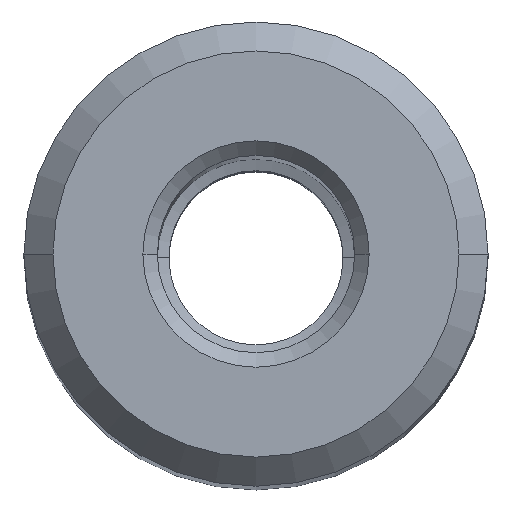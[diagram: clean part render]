
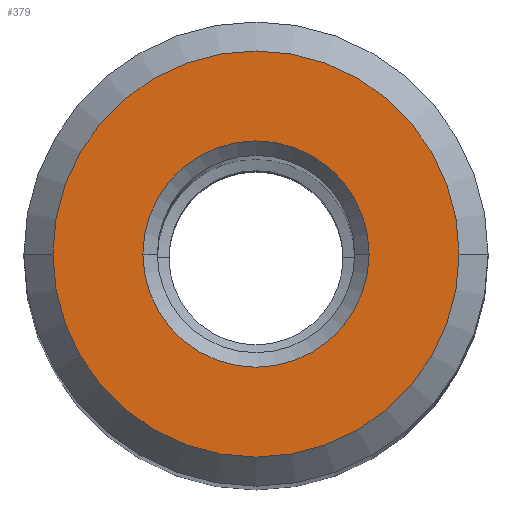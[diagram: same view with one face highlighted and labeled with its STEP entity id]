
A CAD part, top view. The second image highlights one B-rep face of the part: STEP entity #379.
In plain terms, the highlighted planar face has unit normal (0, 0, 1).
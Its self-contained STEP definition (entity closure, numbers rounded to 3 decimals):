
#379=ADVANCED_FACE('NONE',(#1066,#1067),#1068,.T.);
#401=VERTEX_POINT('NONE',#1092);
#537=EDGE_CURVE('NONE',#401,#667,#1246,.T.);
#567=EDGE_CURVE('NONE',#619,#785,#1277,.T.);
#619=VERTEX_POINT('NONE',#1332);
#667=VERTEX_POINT('NONE',#1385);
#785=VERTEX_POINT('NONE',#1517);
#983=EDGE_CURVE('NONE',#667,#401,#1745,.T.);
#995=EDGE_CURVE('NONE',#785,#619,#1759,.T.);
#1066=FACE_OUTER_BOUND('',#1828,.T.);
#1067=FACE_BOUND('',#1829,.T.);
#1068=PLANE('',#1830);
#1092=CARTESIAN_POINT('',(3.9,0.0,100.0));
#1246=CIRCLE('',#2087,3.9);
#1277=CIRCLE('',#2153,7.);
#1332=CARTESIAN_POINT('',(-7.,0.0,100.0));
#1385=CARTESIAN_POINT('',(-3.9,0.,100.0));
#1517=CARTESIAN_POINT('',(7.,0.,100.0));
#1745=CIRCLE('',#2930,3.9);
#1759=CIRCLE('',#2950,7.);
#1828=EDGE_LOOP('',(#3064,#3065));
#1829=EDGE_LOOP('',(#3066,#3067));
#1830=AXIS2_PLACEMENT_3D('',#3068,#3069,#3070);
#2087=AXIS2_PLACEMENT_3D('',#3280,#3281,#3282);
#2153=AXIS2_PLACEMENT_3D('',#3295,#3296,#3297);
#2930=AXIS2_PLACEMENT_3D('',#3859,#3860,#3861);
#2950=AXIS2_PLACEMENT_3D('',#3884,#3885,#3886);
#3064=ORIENTED_EDGE('',*,*,#567,.T.);
#3065=ORIENTED_EDGE('',*,*,#995,.T.);
#3066=ORIENTED_EDGE('',*,*,#537,.T.);
#3067=ORIENTED_EDGE('',*,*,#983,.T.);
#3068=CARTESIAN_POINT('',(0.0,8.,100.0));
#3069=DIRECTION('',(0.0,0.0,1.0));
#3070=DIRECTION('',(1.0,0.0,0.0));
#3280=CARTESIAN_POINT('',(0.0,0.0,100.0));
#3281=DIRECTION('',(0.0,0.0,-1.0));
#3282=DIRECTION('',(1.0,0.0,0.0));
#3295=CARTESIAN_POINT('',(0.0,0.0,100.0));
#3296=DIRECTION('',(0.0,0.0,1.0));
#3297=DIRECTION('',(1.0,0.0,0.0));
#3859=CARTESIAN_POINT('',(0.0,0.0,100.0));
#3860=DIRECTION('',(0.0,0.0,-1.0));
#3861=DIRECTION('',(1.0,0.0,0.0));
#3884=CARTESIAN_POINT('',(0.0,0.0,100.0));
#3885=DIRECTION('',(0.0,0.0,1.0));
#3886=DIRECTION('',(1.0,0.0,0.0));
